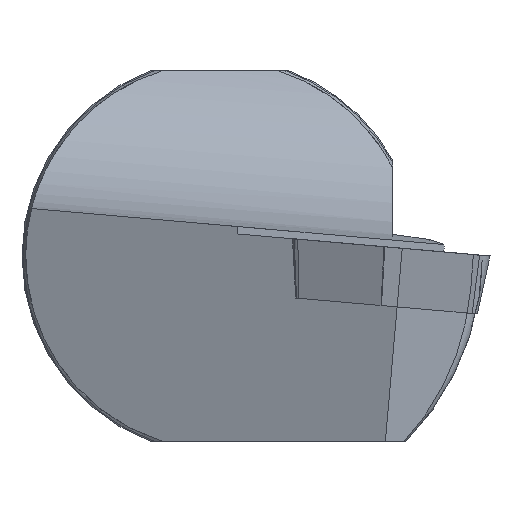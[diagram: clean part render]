
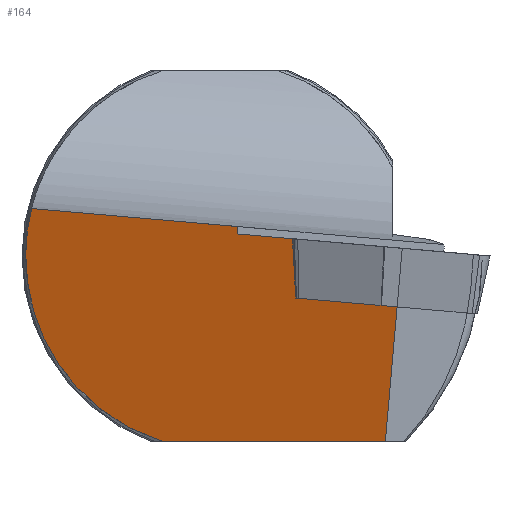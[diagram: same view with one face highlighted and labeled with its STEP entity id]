
A CAD part, left-side view. The second image highlights one B-rep face of the part: STEP entity #164.
In plain terms, the highlighted planar face has unit normal (-0.906, 0.421, 0.037).
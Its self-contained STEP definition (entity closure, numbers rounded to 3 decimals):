
#33=ELLIPSE('',#948,17.323,15.7);
#164=ADVANCED_FACE('',(#225),#182,.F.);
#182=PLANE('',#968);
#225=FACE_OUTER_BOUND('',#278,.T.);
#278=EDGE_LOOP('',(#516,#517,#518,#519,#520,#521));
#516=ORIENTED_EDGE('',*,*,#790,.F.);
#517=ORIENTED_EDGE('',*,*,#786,.F.);
#518=ORIENTED_EDGE('',*,*,#791,.T.);
#519=ORIENTED_EDGE('',*,*,#792,.F.);
#520=ORIENTED_EDGE('',*,*,#788,.T.);
#521=ORIENTED_EDGE('',*,*,#757,.F.);
#652=VERTEX_POINT('',#1747);
#653=VERTEX_POINT('',#1749);
#664=VERTEX_POINT('',#1851);
#665=VERTEX_POINT('',#1853);
#666=VERTEX_POINT('',#1857);
#667=VERTEX_POINT('',#1862);
#757=EDGE_CURVE('',#652,#653,#33,.T.);
#786=EDGE_CURVE('',#664,#665,#839,.T.);
#788=EDGE_CURVE('',#666,#653,#841,.T.);
#790=EDGE_CURVE('',#665,#652,#843,.T.);
#791=EDGE_CURVE('',#664,#667,#844,.T.);
#792=EDGE_CURVE('',#666,#667,#845,.T.);
#839=LINE('',#1852,#892);
#841=LINE('',#1856,#894);
#843=LINE('',#1860,#896);
#844=LINE('',#1861,#897);
#845=LINE('',#1863,#898);
#892=VECTOR('',#1149,1.);
#894=VECTOR('',#1153,1.);
#896=VECTOR('',#1157,1.);
#897=VECTOR('',#1158,1.);
#898=VECTOR('',#1159,1.);
#948=AXIS2_PLACEMENT_3D('',#1748,#1103,#1104);
#968=AXIS2_PLACEMENT_3D('',#1864,#1160,#1161);
#1103=DIRECTION('',(0.906,-0.421,-0.037));
#1104=DIRECTION('',(-0.423,-0.903,-0.079));
#1149=DIRECTION('',(0.,0.087,-0.996));
#1153=DIRECTION('',(0.423,0.903,0.079));
#1157=DIRECTION('',(0.421,0.907,0.));
#1158=DIRECTION('',(0.423,0.903,0.079));
#1159=DIRECTION('',(0.,0.087,-0.996));
#1160=DIRECTION('',(0.906,-0.421,-0.037));
#1161=DIRECTION('',(0.421,0.907,0.));
#1747=CARTESIAN_POINT('',(9.71,26.578,-14.998));
#1748=CARTESIAN_POINT('',(8.166,21.942,0.002));
#1749=CARTESIAN_POINT('',(15.394,37.165,3.844));
#1851=CARTESIAN_POINT('',(1.335,7.183,0.618));
#1852=CARTESIAN_POINT('',(1.335,4.516,31.102));
#1853=CARTESIAN_POINT('',(1.335,8.549,-14.998));
#1856=CARTESIAN_POINT('',(-4.635,-5.624,0.1));
#1857=CARTESIAN_POINT('',(7.589,20.49,2.385));
#1860=CARTESIAN_POINT('',(-0.206,5.231,-14.998));
#1861=CARTESIAN_POINT('',(1.335,7.183,0.618));
#1862=CARTESIAN_POINT('',(7.589,20.543,1.787));
#1863=CARTESIAN_POINT('',(7.589,17.876,32.271));
#1864=CARTESIAN_POINT('',(1.335,4.516,31.102));
